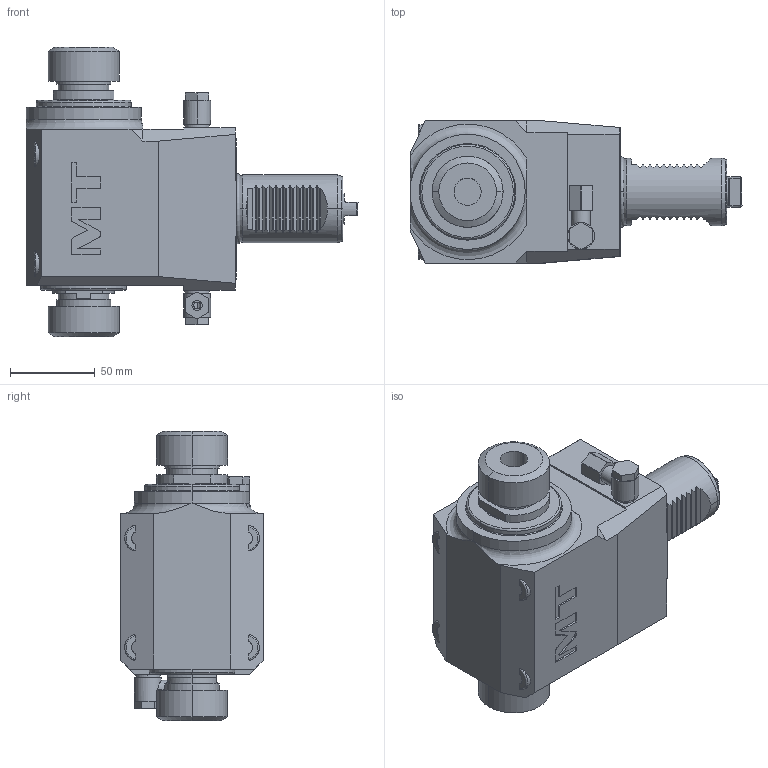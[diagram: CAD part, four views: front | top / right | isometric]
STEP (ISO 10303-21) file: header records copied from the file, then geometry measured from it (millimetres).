
FILE_DESCRIPTION((''),'2;1');
FILE_NAME('TKW0980225_CONF','2025-01-24T08:53:41',('fpalella'),('M.T. srl'),'CREO PARAMETRIC BY PTC INC, 2023352','CREO PARAMETRIC BY PTC INC, 2023352','');
FILE_SCHEMA(('CONFIG_CONTROL_DESIGN'));
Length unit declared in the file: millimetre
Products named in the file (1): TKW0980225_CONF
Bounding box: 196 x 84 x 170.82 mm (x, y, z)
Volume: 1138245.6 mm3; surface area: 89981.8 mm2
Topology: 1 solids, 1 shells, 420 faces, 1067 edges, 683 vertices
Faces by surface type: plane 246, cylinder 118, cone 32, torus 20, extrusion 4
Entity records: 13441 total; most frequent: CARTESIAN_POINT 3405, ORIENTED_EDGE 2126, DIRECTION 1998, EDGE_CURVE 1063, AXIS2_PLACEMENT_3D 701, VERTEX_POINT 683, VECTOR 596, LINE 592
